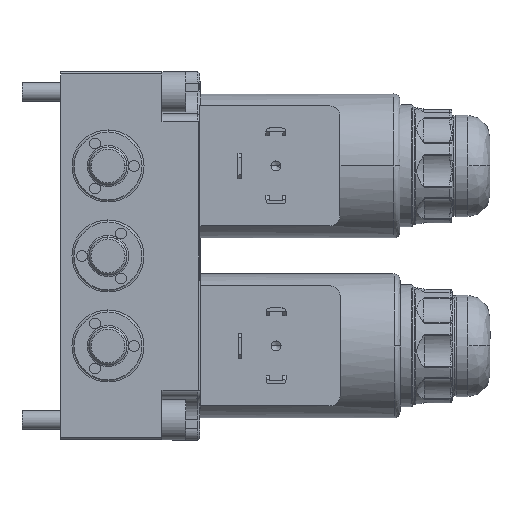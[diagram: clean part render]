
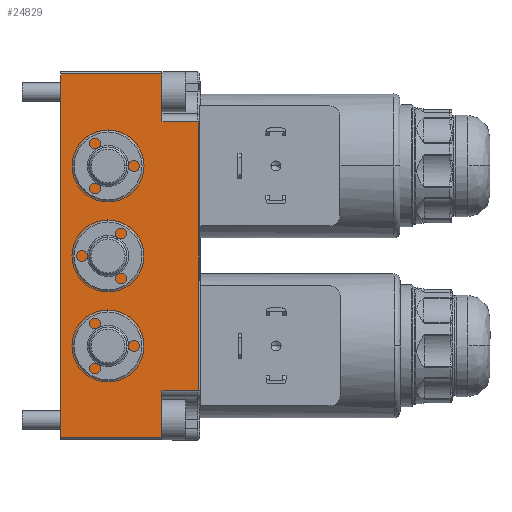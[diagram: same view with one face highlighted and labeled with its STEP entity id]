
A CAD part, left-side view. The second image highlights one B-rep face of the part: STEP entity #24829.
In plain terms, the highlighted planar face has unit normal (-1, 0, 0).
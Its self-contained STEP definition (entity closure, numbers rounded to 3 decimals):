
#10173 = EDGE_LOOP ( 'NONE', ( #23808, #23806, #23804, #23795, #23793, #23791, #23789, #23810 ) ) ;
#18964 = CARTESIAN_POINT ( 'NONE',  ( -20., -5.5, 46. ) ) ;
#18975 = DIRECTION ( 'NONE',  ( 0., 0., -1. ) ) ;
#19005 = DIRECTION ( 'NONE',  ( 0., 1., 0. ) ) ;
#19006 = CARTESIAN_POINT ( 'NONE',  ( -20., 19.8, -45.5 ) ) ;
#19038 = DIRECTION ( 'NONE',  ( 0., 1., 0. ) ) ;
#19042 = CARTESIAN_POINT ( 'NONE',  ( -20., 19.8, -33.577 ) ) ;
#19046 = DIRECTION ( 'NONE',  ( 0., 0., -1. ) ) ;
#19048 = CARTESIAN_POINT ( 'NONE',  ( -20., -5.5, 46. ) ) ;
#19091 = CARTESIAN_POINT ( 'NONE',  ( -20., 19.8, 45.5 ) ) ;
#19092 = DIRECTION ( 'NONE',  ( 0., -1., 0. ) ) ;
#19114 = CARTESIAN_POINT ( 'NONE',  ( -20., 19.8, 33.577 ) ) ;
#19115 = DIRECTION ( 'NONE',  ( 0., -1., 0. ) ) ;
#19116 = CARTESIAN_POINT ( 'NONE',  ( -20., -14.5, 46. ) ) ;
#19117 = DIRECTION ( 'NONE',  ( 0., 0., -1. ) ) ;
#19149 = CARTESIAN_POINT ( 'NONE',  ( -20., 19.8, -46. ) ) ;
#19152 = DIRECTION ( 'NONE',  ( 0., 0., -1. ) ) ;
#20913 = LINE ( 'NONE', #19006, #20924 ) ;
#20917 = LINE ( 'NONE', #18964, #20918 ) ;
#20918 = VECTOR ( 'NONE', #18975, 1000. ) ;
#20924 = VECTOR ( 'NONE', #19005, 1000. ) ;
#20949 = LINE ( 'NONE', #19042, #20952 ) ;
#20951 = LINE ( 'NONE', #19048, #20955 ) ;
#20952 = VECTOR ( 'NONE', #19038, 1000. ) ;
#20955 = VECTOR ( 'NONE', #19046, 1000. ) ;
#20983 = LINE ( 'NONE', #19091, #20986 ) ;
#20986 = VECTOR ( 'NONE', #19092, 1000. ) ;
#21003 = LINE ( 'NONE', #19114, #21006 ) ;
#21005 = LINE ( 'NONE', #19116, #21008 ) ;
#21006 = VECTOR ( 'NONE', #19115, 1000. ) ;
#21008 = VECTOR ( 'NONE', #19117, 1000. ) ;
#21020 = LINE ( 'NONE', #19149, #21023 ) ;
#21023 = VECTOR ( 'NONE', #19152, 1000. ) ;
#22735 = CARTESIAN_POINT ( 'NONE',  ( -20., -14.5, -33.577 ) ) ;
#23789 = ORIENTED_EDGE ( 'NONE', *, *, #31292, .F. ) ;
#23791 = ORIENTED_EDGE ( 'NONE', *, *, #31266, .F. ) ;
#23793 = ORIENTED_EDGE ( 'NONE', *, *, #31308, .F. ) ;
#23795 = ORIENTED_EDGE ( 'NONE', *, *, #31309, .F. ) ;
#23804 = ORIENTED_EDGE ( 'NONE', *, *, #31263, .F. ) ;
#23806 = ORIENTED_EDGE ( 'NONE', *, *, #31233, .F. ) ;
#23808 = ORIENTED_EDGE ( 'NONE', *, *, #31237, .F. ) ;
#23810 = ORIENTED_EDGE ( 'NONE', *, *, #31327, .T. ) ;
#24829 = ADVANCED_FACE ( 'NONE', ( #67713 ), #39679, .F. ) ;
#27769 = CARTESIAN_POINT ( 'NONE',  ( -20., -14.5, 33.577 ) ) ;
#28387 = CARTESIAN_POINT ( 'NONE',  ( -20., -5.5, 45.5 ) ) ;
#28402 = CARTESIAN_POINT ( 'NONE',  ( -20., -5.5, 33.577 ) ) ;
#28410 = CARTESIAN_POINT ( 'NONE',  ( -20., 19.8, 45.5 ) ) ;
#28413 = CARTESIAN_POINT ( 'NONE',  ( -20., -5.5, -45.5 ) ) ;
#28421 = CARTESIAN_POINT ( 'NONE',  ( -20., -5.5, -33.577 ) ) ;
#28439 = CARTESIAN_POINT ( 'NONE',  ( -20., 19.8, -45.5 ) ) ;
#31233 = EDGE_CURVE ( 'NONE', #42732, #42724, #20917, .T. ) ;
#31237 = EDGE_CURVE ( 'NONE', #42724, #42753, #20913, .T. ) ;
#31263 = EDGE_CURVE ( 'NONE', #42672, #42732, #20949, .T. ) ;
#31266 = EDGE_CURVE ( 'NONE', #42697, #42713, #20951, .T. ) ;
#31292 = EDGE_CURVE ( 'NONE', #42721, #42697, #20983, .T. ) ;
#31308 = EDGE_CURVE ( 'NONE', #42713, #42659, #21003, .T. ) ;
#31309 = EDGE_CURVE ( 'NONE', #42659, #42672, #21005, .T. ) ;
#31327 = EDGE_CURVE ( 'NONE', #42721, #42753, #21020, .T. ) ;
#39679 = PLANE ( 'NONE',  #45182 ) ;
#39686 = CARTESIAN_POINT ( 'NONE',  ( -20., 19.8, 46. ) ) ;
#39687 = DIRECTION ( 'NONE',  ( 1., 0., 0. ) ) ;
#39689 = DIRECTION ( 'NONE',  ( 0., 0., -1. ) ) ;
#42659 = VERTEX_POINT ( 'NONE', #27769 ) ;
#42672 = VERTEX_POINT ( 'NONE', #22735 ) ;
#42697 = VERTEX_POINT ( 'NONE', #28387 ) ;
#42713 = VERTEX_POINT ( 'NONE', #28402 ) ;
#42721 = VERTEX_POINT ( 'NONE', #28410 ) ;
#42724 = VERTEX_POINT ( 'NONE', #28413 ) ;
#42732 = VERTEX_POINT ( 'NONE', #28421 ) ;
#42753 = VERTEX_POINT ( 'NONE', #28439 ) ;
#45182 = AXIS2_PLACEMENT_3D ( 'NONE', #39686, #39687, #39689 ) ;
#67713 = FACE_OUTER_BOUND ( 'NONE', #10173, .T. ) ;
